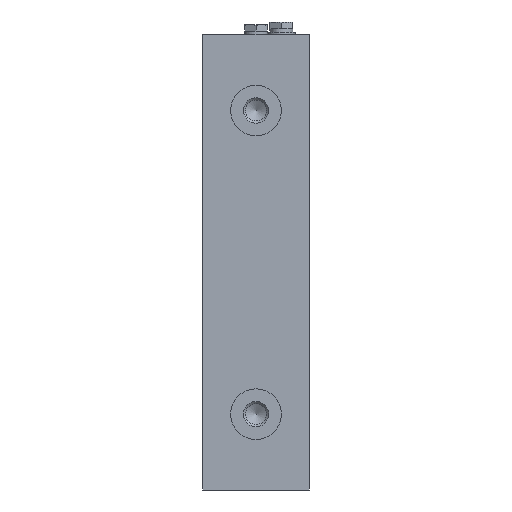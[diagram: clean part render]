
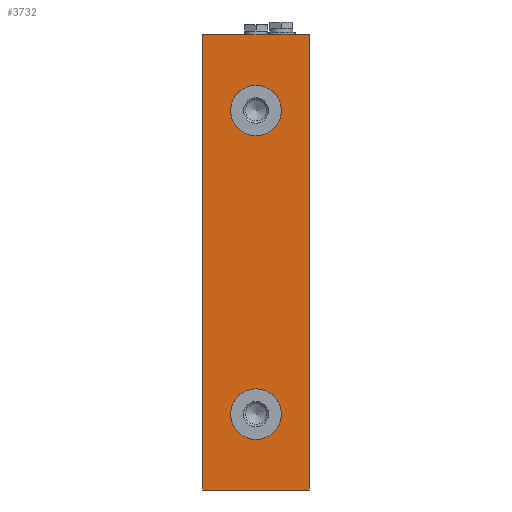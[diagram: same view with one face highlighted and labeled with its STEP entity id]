
A CAD part, front view. The second image highlights one B-rep face of the part: STEP entity #3732.
In plain terms, the highlighted planar face has unit normal (0, -1, 0).
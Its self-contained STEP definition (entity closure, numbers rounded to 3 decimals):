
#158=CIRCLE('',#3980,5.);
#159=CIRCLE('',#3981,5.);
#480=ORIENTED_EDGE('',*,*,#1190,.F.);
#481=ORIENTED_EDGE('',*,*,#1191,.F.);
#482=ORIENTED_EDGE('',*,*,#1168,.T.);
#483=ORIENTED_EDGE('',*,*,#1192,.F.);
#484=ORIENTED_EDGE('',*,*,#1127,.F.);
#485=ORIENTED_EDGE('',*,*,#1098,.T.);
#1098=EDGE_CURVE('',#1468,#1467,#1726,.T.);
#1127=EDGE_CURVE('',#1468,#1495,#1741,.T.);
#1168=EDGE_CURVE('',#1467,#1533,#1759,.T.);
#1190=EDGE_CURVE('',#1547,#1547,#158,.T.);
#1191=EDGE_CURVE('',#1548,#1548,#159,.T.);
#1192=EDGE_CURVE('',#1495,#1533,#1772,.T.);
#1467=VERTEX_POINT('',#5232);
#1468=VERTEX_POINT('',#5234);
#1495=VERTEX_POINT('',#5292);
#1533=VERTEX_POINT('',#5371);
#1547=VERTEX_POINT('',#5416);
#1548=VERTEX_POINT('',#5418);
#1726=LINE('',#5233,#1916);
#1741=LINE('',#5291,#1931);
#1759=LINE('',#5372,#1949);
#1772=LINE('',#5419,#1962);
#1916=VECTOR('',#4286,1000.);
#1931=VECTOR('',#4333,1000.);
#1949=VECTOR('',#4399,1000.);
#1962=VECTOR('',#4450,1000.);
#2125=EDGE_LOOP('',(#480));
#2126=EDGE_LOOP('',(#481));
#2127=EDGE_LOOP('',(#482,#483,#484,#485));
#2381=FACE_BOUND('',#2125,.T.);
#2382=FACE_BOUND('',#2126,.T.);
#2383=FACE_BOUND('',#2127,.T.);
#2621=PLANE('',#3979);
#3732=ADVANCED_FACE('',(#2381,#2382,#2383),#2621,.F.);
#3979=AXIS2_PLACEMENT_3D('',#5414,#4444,#4445);
#3980=AXIS2_PLACEMENT_3D('',#5415,#4446,#4447);
#3981=AXIS2_PLACEMENT_3D('',#5417,#4448,#4449);
#4286=DIRECTION('',(0.,0.,-1.));
#4333=DIRECTION('',(1.,0.,0.));
#4399=DIRECTION('',(1.,0.,0.));
#4444=DIRECTION('',(0.,1.,0.));
#4445=DIRECTION('',(0.,0.,1.));
#4446=DIRECTION('',(0.,-1.,0.));
#4447=DIRECTION('',(0.,0.,-1.));
#4448=DIRECTION('',(0.,-1.,0.));
#4449=DIRECTION('',(0.,0.,-1.));
#4450=DIRECTION('',(0.,0.,-1.));
#5232=CARTESIAN_POINT('',(-10.5,0.,-45.));
#5233=CARTESIAN_POINT('',(-10.5,0.,45.));
#5234=CARTESIAN_POINT('',(-10.5,0.,45.));
#5291=CARTESIAN_POINT('',(-10.5,0.,45.));
#5292=CARTESIAN_POINT('',(10.5,0.,45.));
#5371=CARTESIAN_POINT('',(10.5,0.,-45.));
#5372=CARTESIAN_POINT('',(-10.5,0.,-45.));
#5414=CARTESIAN_POINT('',(-10.5,0.,45.));
#5415=CARTESIAN_POINT('',(0.,0.,30.));
#5416=CARTESIAN_POINT('',(0.,0.,25.));
#5417=CARTESIAN_POINT('',(0.,0.,-30.));
#5418=CARTESIAN_POINT('',(0.,0.,-35.));
#5419=CARTESIAN_POINT('',(10.5,0.,45.));
